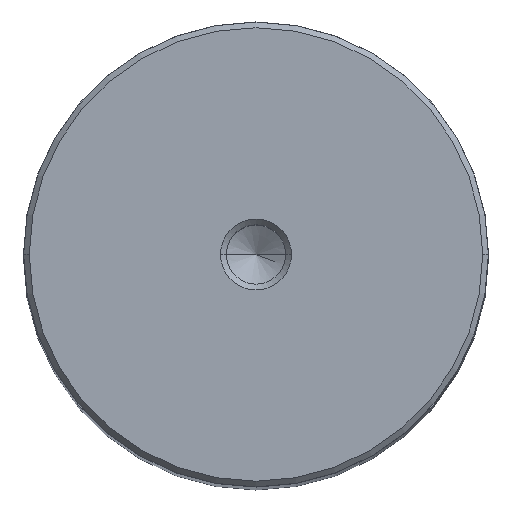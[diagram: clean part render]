
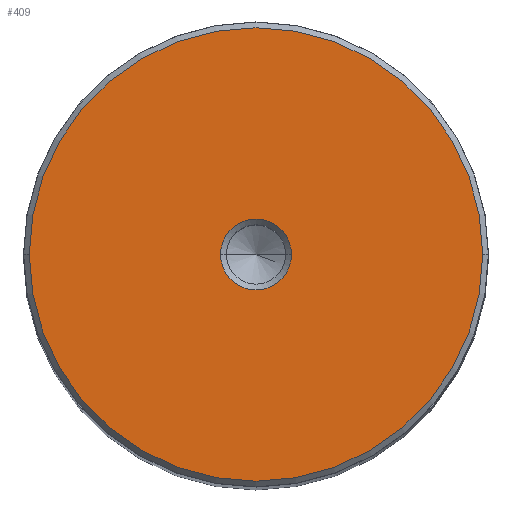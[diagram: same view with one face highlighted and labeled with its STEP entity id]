
A CAD part, top view. The second image highlights one B-rep face of the part: STEP entity #409.
In plain terms, the highlighted planar face has unit normal (0, 0, 1).
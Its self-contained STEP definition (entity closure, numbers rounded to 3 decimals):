
#70 = DIRECTION ( 'NONE',  ( 1., 0., 0. ) ) ;
#179 = FACE_OUTER_BOUND ( 'NONE', #1185, .T. ) ;
#308 = CARTESIAN_POINT ( 'NONE',  ( -6.1, 0., 300. ) ) ;
#310 = VERTEX_POINT ( 'NONE', #1974 ) ;
#337 = DIRECTION ( 'NONE',  ( 1., 0., 0. ) ) ;
#347 = AXIS2_PLACEMENT_3D ( 'NONE', #2894, #1692, #337 ) ;
#409 = ADVANCED_FACE ( 'NONE', ( #643, #179 ), #1963, .T. ) ;
#643 = FACE_BOUND ( 'NONE', #2063, .T. ) ;
#657 = EDGE_CURVE ( 'NONE', #1878, #2915, #2524, .T. ) ;
#681 = CIRCLE ( 'NONE', #1562, 39. ) ;
#744 = CARTESIAN_POINT ( 'NONE',  ( 0., 0., 300. ) ) ;
#816 = EDGE_CURVE ( 'NONE', #2122, #310, #681, .T. ) ;
#979 = DIRECTION ( 'NONE',  ( 1., 0., 0. ) ) ;
#1009 = CARTESIAN_POINT ( 'NONE',  ( 0., 0., 300. ) ) ;
#1094 = ORIENTED_EDGE ( 'NONE', *, *, #2080, .T. ) ;
#1185 = EDGE_LOOP ( 'NONE', ( #2561, #1531 ) ) ;
#1237 = CIRCLE ( 'NONE', #1660, 39. ) ;
#1288 = ORIENTED_EDGE ( 'NONE', *, *, #657, .T. ) ;
#1531 = ORIENTED_EDGE ( 'NONE', *, *, #1755, .T. ) ;
#1541 = CARTESIAN_POINT ( 'NONE',  ( 6.1, 0., 300. ) ) ;
#1562 = AXIS2_PLACEMENT_3D ( 'NONE', #2627, #2618, #70 ) ;
#1659 = CIRCLE ( 'NONE', #347, 6.1 ) ;
#1660 = AXIS2_PLACEMENT_3D ( 'NONE', #744, #2361, #979 ) ;
#1692 = DIRECTION ( 'NONE',  ( 0., 0., -1. ) ) ;
#1755 = EDGE_CURVE ( 'NONE', #310, #2122, #1237, .T. ) ;
#1870 = DIRECTION ( 'NONE',  ( 0., 0., -1. ) ) ;
#1878 = VERTEX_POINT ( 'NONE', #308 ) ;
#1963 = PLANE ( 'NONE',  #2518 ) ;
#1974 = CARTESIAN_POINT ( 'NONE',  ( 39., 0., 300. ) ) ;
#2004 = DIRECTION ( 'NONE',  ( 1., 0., 0. ) ) ;
#2063 = EDGE_LOOP ( 'NONE', ( #1094, #1288 ) ) ;
#2075 = AXIS2_PLACEMENT_3D ( 'NONE', #2781, #1870, #2566 ) ;
#2080 = EDGE_CURVE ( 'NONE', #2915, #1878, #1659, .T. ) ;
#2122 = VERTEX_POINT ( 'NONE', #2202 ) ;
#2202 = CARTESIAN_POINT ( 'NONE',  ( -39., 0., 300. ) ) ;
#2361 = DIRECTION ( 'NONE',  ( 0., 0., 1. ) ) ;
#2518 = AXIS2_PLACEMENT_3D ( 'NONE', #1009, #2676, #2004 ) ;
#2524 = CIRCLE ( 'NONE', #2075, 6.1 ) ;
#2561 = ORIENTED_EDGE ( 'NONE', *, *, #816, .T. ) ;
#2566 = DIRECTION ( 'NONE',  ( 1., 0., 0. ) ) ;
#2618 = DIRECTION ( 'NONE',  ( 0., 0., 1. ) ) ;
#2627 = CARTESIAN_POINT ( 'NONE',  ( 0., 0., 300. ) ) ;
#2676 = DIRECTION ( 'NONE',  ( 0., 0., 1. ) ) ;
#2781 = CARTESIAN_POINT ( 'NONE',  ( 0., 0., 300. ) ) ;
#2894 = CARTESIAN_POINT ( 'NONE',  ( 0., 0., 300. ) ) ;
#2915 = VERTEX_POINT ( 'NONE', #1541 ) ;
